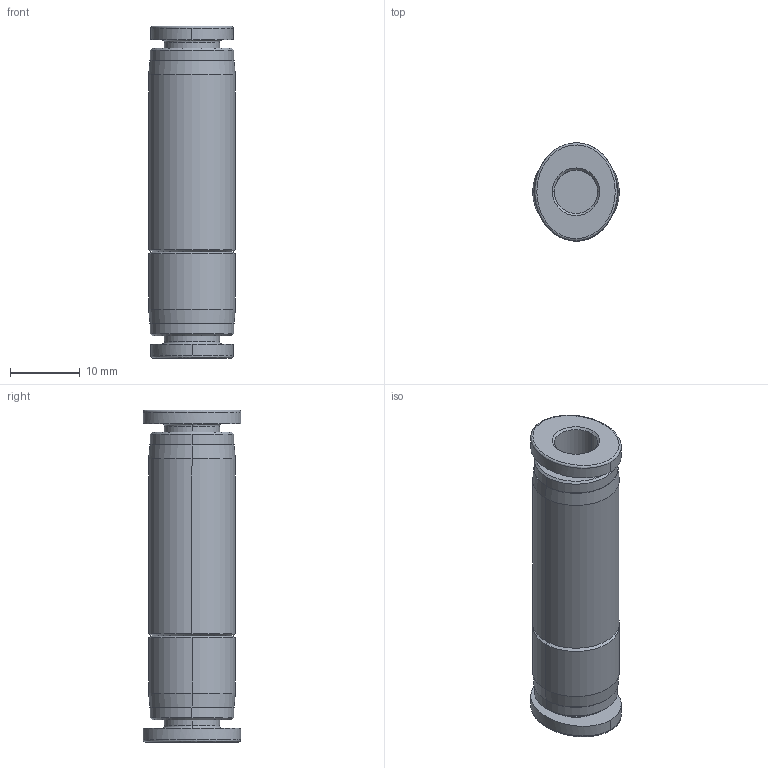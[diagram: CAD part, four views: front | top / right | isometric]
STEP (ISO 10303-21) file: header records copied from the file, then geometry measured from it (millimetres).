
FILE_DESCRIPTION((''),'2;1');
FILE_NAME('PCVU06-mdt.stp','2017-07-24T11:43:24',(''),(''),'Mechanical Desktop 2009','Mechanical Desktop 2009',', , ');
FILE_SCHEMA(('CONFIG_CONTROL_DESIGN'));
Length unit declared in the file: millimetre
Products named in the file (3): PCVU06-MDTA; PCVU06-MDT; COLLAR-L06
Assembly tree (2 placements, depth 2):
  PCVU06-MDTA
    PCVU06-MDT
    COLLAR-L06
Bounding box: 12.4 x 14 x 47.5 mm (x, y, z)
Volume: 4477.9 mm3; surface area: 3041.3 mm2
Topology: 1 solids, 1 shells, 52 faces, 102 edges, 60 vertices
Faces by surface type: cylinder 16, cone 16, bspline 10, plane 10
Entity records: 2079 total; most frequent: CARTESIAN_POINT 889, DIRECTION 246, ORIENTED_EDGE 204, AXIS2_PLACEMENT_3D 105, EDGE_CURVE 102, VERTEX_POINT 60, EDGE_LOOP 60, CIRCLE 56
